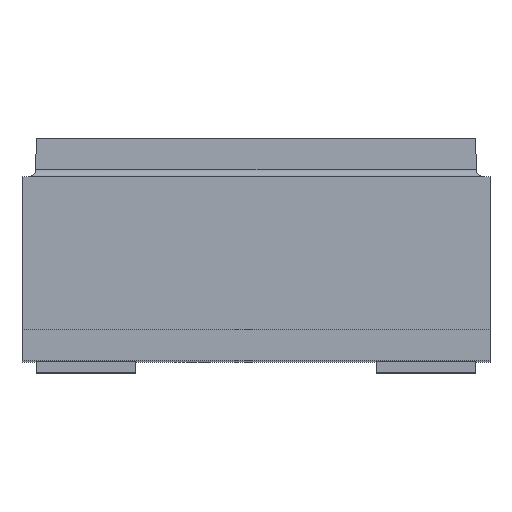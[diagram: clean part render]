
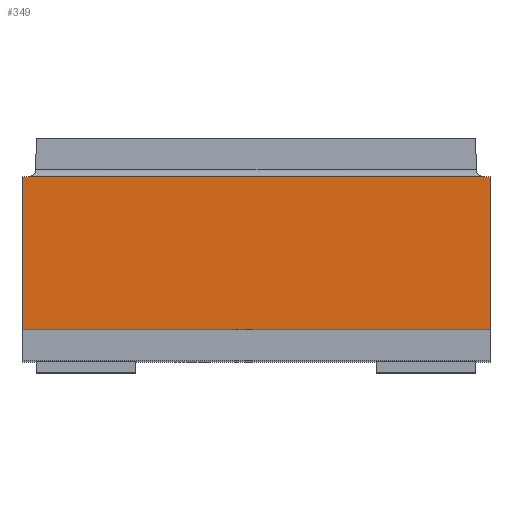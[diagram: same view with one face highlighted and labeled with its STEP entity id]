
A CAD part, top view. The second image highlights one B-rep face of the part: STEP entity #349.
In plain terms, the highlighted planar face has unit normal (0, 0, 1).
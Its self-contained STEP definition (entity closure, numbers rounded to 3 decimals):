
#101 = VERTEX_POINT ( 'NONE', #4661 ) ;
#197 = EDGE_CURVE ( 'NONE', #101, #3355, #5696, .T. ) ;
#349 = ADVANCED_FACE ( 'NONE', ( #6303 ), #425, .F. ) ;
#425 = PLANE ( 'NONE',  #3458 ) ;
#569 = LINE ( 'NONE', #4795, #751 ) ;
#751 = VECTOR ( 'NONE', #6432, 1000. ) ;
#779 = DIRECTION ( 'NONE',  ( 0., -1., 0. ) ) ;
#826 = EDGE_LOOP ( 'NONE', ( #3944, #4572, #5181, #1360 ) ) ;
#1183 = EDGE_CURVE ( 'NONE', #6448, #4814, #4336, .T. ) ;
#1274 = CARTESIAN_POINT ( 'NONE',  ( -1.65, 1.38, 2.8 ) ) ;
#1360 = ORIENTED_EDGE ( 'NONE', *, *, #2628, .F. ) ;
#1438 = VECTOR ( 'NONE', #5576, 1000. ) ;
#2628 = EDGE_CURVE ( 'NONE', #3355, #4814, #7192, .T. ) ;
#3209 = CARTESIAN_POINT ( 'NONE',  ( -1.65, 0.3, 2.8 ) ) ;
#3320 = DIRECTION ( 'NONE',  ( -1., 0., 0. ) ) ;
#3355 = VERTEX_POINT ( 'NONE', #5099 ) ;
#3458 = AXIS2_PLACEMENT_3D ( 'NONE', #6793, #3809, #3320 ) ;
#3543 = EDGE_CURVE ( 'NONE', #101, #6448, #569, .T. ) ;
#3809 = DIRECTION ( 'NONE',  ( 0., 0., -1. ) ) ;
#3815 = CARTESIAN_POINT ( 'NONE',  ( 1.65, 0.3, 2.8 ) ) ;
#3944 = ORIENTED_EDGE ( 'NONE', *, *, #197, .F. ) ;
#4239 = CARTESIAN_POINT ( 'NONE',  ( 1.65, 7.88, 2.8 ) ) ;
#4336 = LINE ( 'NONE', #3209, #1438 ) ;
#4572 = ORIENTED_EDGE ( 'NONE', *, *, #3543, .T. ) ;
#4661 = CARTESIAN_POINT ( 'NONE',  ( -1.65, 1.38, 2.8 ) ) ;
#4795 = CARTESIAN_POINT ( 'NONE',  ( -1.65, 7.88, 2.8 ) ) ;
#4814 = VERTEX_POINT ( 'NONE', #3815 ) ;
#4895 = VECTOR ( 'NONE', #5399, 1000. ) ;
#5099 = CARTESIAN_POINT ( 'NONE',  ( 1.65, 1.38, 2.8 ) ) ;
#5181 = ORIENTED_EDGE ( 'NONE', *, *, #1183, .T. ) ;
#5399 = DIRECTION ( 'NONE',  ( 1., 0., 0. ) ) ;
#5481 = VECTOR ( 'NONE', #779, 1000. ) ;
#5576 = DIRECTION ( 'NONE',  ( 1., 0., 0. ) ) ;
#5696 = LINE ( 'NONE', #1274, #4895 ) ;
#6303 = FACE_OUTER_BOUND ( 'NONE', #826, .T. ) ;
#6432 = DIRECTION ( 'NONE',  ( 0., -1., 0. ) ) ;
#6448 = VERTEX_POINT ( 'NONE', #6970 ) ;
#6793 = CARTESIAN_POINT ( 'NONE',  ( -1.65, 7.88, 2.8 ) ) ;
#6970 = CARTESIAN_POINT ( 'NONE',  ( -1.65, 0.3, 2.8 ) ) ;
#7192 = LINE ( 'NONE', #4239, #5481 ) ;
